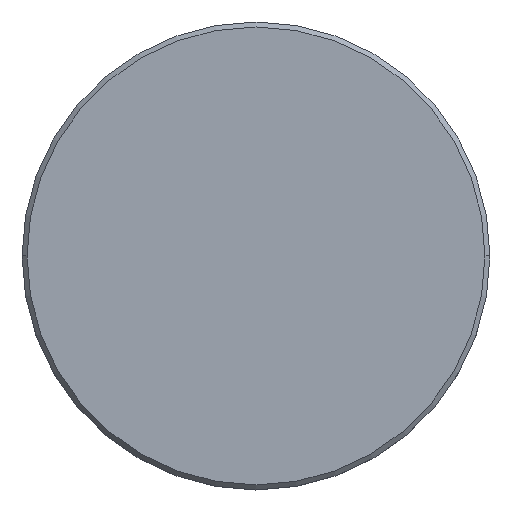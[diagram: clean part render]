
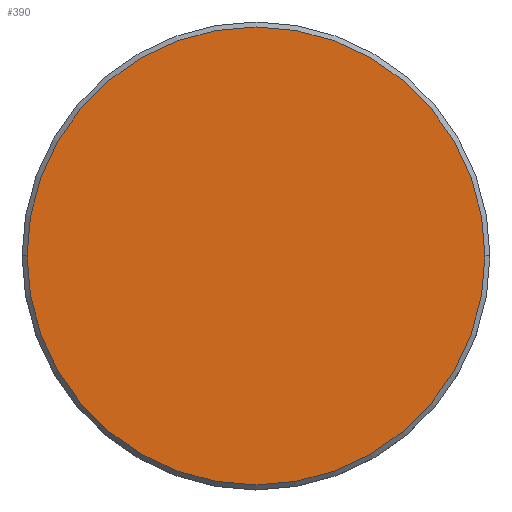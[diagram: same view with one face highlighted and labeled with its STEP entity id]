
A CAD part, top view. The second image highlights one B-rep face of the part: STEP entity #390.
In plain terms, the highlighted planar face has unit normal (0, 0, 1).
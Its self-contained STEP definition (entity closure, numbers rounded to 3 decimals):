
#10 = CARTESIAN_POINT ( 'NONE',  ( 0., 0., 0. ) ) ;
#35 = EDGE_LOOP ( 'NONE', ( #1049, #353 ) ) ;
#114 = CIRCLE ( 'NONE', #348, 23. ) ;
#204 = DIRECTION ( 'NONE',  ( 1., 0., 0. ) ) ;
#220 = AXIS2_PLACEMENT_3D ( 'NONE', #10, #829, #1023 ) ;
#282 = FACE_OUTER_BOUND ( 'NONE', #35, .T. ) ;
#313 = DIRECTION ( 'NONE',  ( 0., 0., 1. ) ) ;
#326 = CARTESIAN_POINT ( 'NONE',  ( -23., 0., 0. ) ) ;
#345 = AXIS2_PLACEMENT_3D ( 'NONE', #992, #728, #998 ) ;
#348 = AXIS2_PLACEMENT_3D ( 'NONE', #956, #313, #204 ) ;
#353 = ORIENTED_EDGE ( 'NONE', *, *, #1064, .T. ) ;
#387 = CIRCLE ( 'NONE', #345, 23. ) ;
#390 = ADVANCED_FACE ( 'NONE', ( #282 ), #660, .T. ) ;
#561 = EDGE_CURVE ( 'NONE', #796, #1090, #387, .T. ) ;
#660 = PLANE ( 'NONE',  #220 ) ;
#690 = CARTESIAN_POINT ( 'NONE',  ( 23., 0., 0. ) ) ;
#728 = DIRECTION ( 'NONE',  ( 0., 0., 1. ) ) ;
#796 = VERTEX_POINT ( 'NONE', #326 ) ;
#829 = DIRECTION ( 'NONE',  ( 0., 0., 1. ) ) ;
#956 = CARTESIAN_POINT ( 'NONE',  ( 0., 0., 0. ) ) ;
#992 = CARTESIAN_POINT ( 'NONE',  ( 0., 0., 0. ) ) ;
#998 = DIRECTION ( 'NONE',  ( 1., 0., 0. ) ) ;
#1023 = DIRECTION ( 'NONE',  ( 1., 0., 0. ) ) ;
#1049 = ORIENTED_EDGE ( 'NONE', *, *, #561, .T. ) ;
#1064 = EDGE_CURVE ( 'NONE', #1090, #796, #114, .T. ) ;
#1090 = VERTEX_POINT ( 'NONE', #690 ) ;
